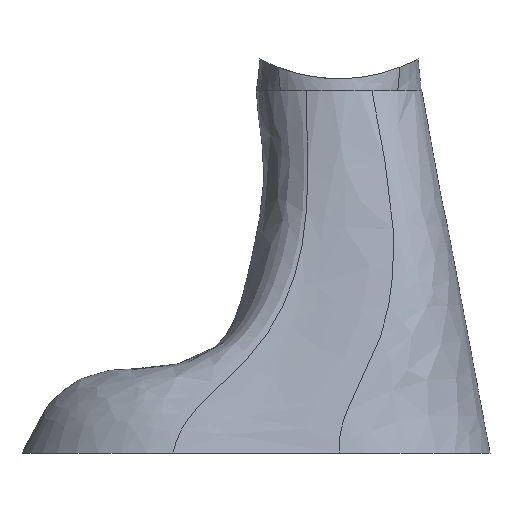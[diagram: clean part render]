
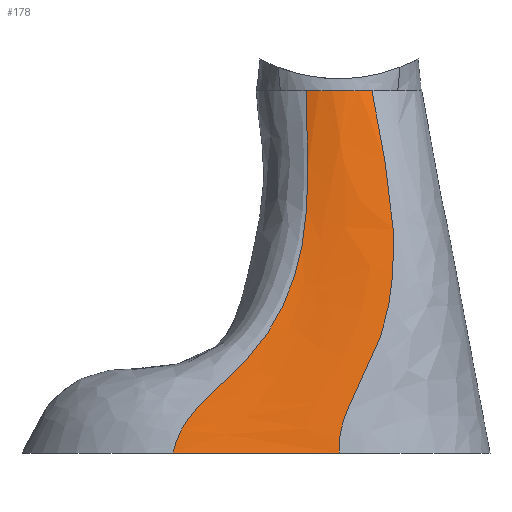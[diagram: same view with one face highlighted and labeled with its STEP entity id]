
A CAD part, left-side view. The second image highlights one B-rep face of the part: STEP entity #178.
In plain terms, the highlighted free-form (B-spline) face has degree [3, 3] with [7, 10] control points.
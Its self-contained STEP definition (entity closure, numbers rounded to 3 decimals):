
#18=CIRCLE('',#206,27.5);
#32=LINE('',#459,#38);
#38=VECTOR('',#239,10.);
#43=B_SPLINE_SURFACE_WITH_KNOTS('',3,3,((#1274,#1275,#1276,#1277,#1278,
#1279,#1280,#1281,#1282,#1283),(#1284,#1285,#1286,#1287,#1288,#1289,#1290,
#1291,#1292,#1293),(#1294,#1295,#1296,#1297,#1298,#1299,#1300,#1301,#1302,
#1303),(#1304,#1305,#1306,#1307,#1308,#1309,#1310,#1311,#1312,#1313),(#1314,
#1315,#1316,#1317,#1318,#1319,#1320,#1321,#1322,#1323),(#1324,#1325,#1326,
#1327,#1328,#1329,#1330,#1331,#1332,#1333),(#1334,#1335,#1336,#1337,#1338,
#1339,#1340,#1341,#1342,#1343)),.UNSPECIFIED.,.F.,.F.,.F.,(4,1,1,1,4),(4,
1,1,1,1,1,1,4),(0.,0.286,0.571,0.786,
1.),(0.,0.292,0.307,0.53,0.539,
0.769,0.774,1.),.UNSPECIFIED.);
#53=FACE_OUTER_BOUND('',#63,.T.);
#63=EDGE_LOOP('',(#146,#147,#148,#149));
#72=B_SPLINE_CURVE_WITH_KNOTS('',3,(#1252,#1253,#1254,#1255,#1256,#1257,
#1258),.UNSPECIFIED.,.F.,.F.,(4,1,1,1,4),(0.,4.15,7.289,
10.467,13.53),.UNSPECIFIED.);
#74=B_SPLINE_CURVE_WITH_KNOTS('',3,(#1344,#1345,#1346,#1347,#1348,#1349,
#1350),.UNSPECIFIED.,.F.,.F.,(4,1,1,1,4),(0.,3.671,6.657,
9.665,12.568),.UNSPECIFIED.);
#83=VERTEX_POINT('',#446);
#84=VERTEX_POINT('',#448);
#86=VERTEX_POINT('',#453);
#88=VERTEX_POINT('',#457);
#103=EDGE_CURVE('',#83,#84,#18,.T.);
#108=EDGE_CURVE('',#86,#88,#32,.T.);
#109=EDGE_CURVE('',#86,#83,#72,.T.);
#115=EDGE_CURVE('',#88,#84,#74,.T.);
#146=ORIENTED_EDGE('',*,*,#108,.T.);
#147=ORIENTED_EDGE('',*,*,#115,.T.);
#148=ORIENTED_EDGE('',*,*,#103,.F.);
#149=ORIENTED_EDGE('',*,*,#109,.F.);
#178=ADVANCED_FACE('',(#53),#43,.T.);
#206=AXIS2_PLACEMENT_3D('',#449,#228,#229);
#228=DIRECTION('center_axis',(0.,0.,1.));
#229=DIRECTION('ref_axis',(-1.,0.,0.));
#239=DIRECTION('',(0.,-1.,0.));
#446=CARTESIAN_POINT('',(-25.25,10.895,-60.));
#448=CARTESIAN_POINT('',(-25.25,-10.895,-60.));
#449=CARTESIAN_POINT('Origin',(0.,0.,-60.));
#453=CARTESIAN_POINT('',(-50.,55.,-180.));
#457=CARTESIAN_POINT('',(-50.,0.,-180.));
#459=CARTESIAN_POINT('',(-50.,55.,-180.));
#1252=CARTESIAN_POINT('Ctrl Pts',(-50.,55.,-180.));
#1253=CARTESIAN_POINT('Ctrl Pts',(-47.456,52.54,-166.629));
#1254=CARTESIAN_POINT('Ctrl Pts',(-42.907,29.115,-152.235));
#1255=CARTESIAN_POINT('Ctrl Pts',(-36.146,12.673,-121.656));
#1256=CARTESIAN_POINT('Ctrl Pts',(-30.434,9.446,-90.483));
#1257=CARTESIAN_POINT('Ctrl Pts',(-27.01,10.987,-70.059));
#1258=CARTESIAN_POINT('Ctrl Pts',(-25.25,10.895,-60.));
#1274=CARTESIAN_POINT('Ctrl Pts',(-50.,55.,-180.));
#1275=CARTESIAN_POINT('Ctrl Pts',(-47.577,52.658,-167.266));
#1276=CARTESIAN_POINT('Ctrl Pts',(-44.989,39.84,-158.824));
#1277=CARTESIAN_POINT('Ctrl Pts',(-40.432,23.189,-140.992));
#1278=CARTESIAN_POINT('Ctrl Pts',(-38.277,17.856,-131.296));
#1279=CARTESIAN_POINT('Ctrl Pts',(-34.347,11.695,-111.819));
#1280=CARTESIAN_POINT('Ctrl Pts',(-32.337,10.52,-100.867));
#1281=CARTESIAN_POINT('Ctrl Pts',(-28.724,10.215,-80.284));
#1282=CARTESIAN_POINT('Ctrl Pts',(-27.01,10.987,-70.059));
#1283=CARTESIAN_POINT('Ctrl Pts',(-25.25,10.895,-60.));
#1284=CARTESIAN_POINT('Ctrl Pts',(-50.,49.762,-180.));
#1285=CARTESIAN_POINT('Ctrl Pts',(-47.662,48.704,-170.009));
#1286=CARTESIAN_POINT('Ctrl Pts',(-45.157,36.758,-162.702));
#1287=CARTESIAN_POINT('Ctrl Pts',(-40.74,21.036,-145.098));
#1288=CARTESIAN_POINT('Ctrl Pts',(-38.65,15.932,-134.91));
#1289=CARTESIAN_POINT('Ctrl Pts',(-34.844,9.974,-114.143));
#1290=CARTESIAN_POINT('Ctrl Pts',(-32.901,8.786,-102.326));
#1291=CARTESIAN_POINT('Ctrl Pts',(-29.423,8.383,-80.521));
#1292=CARTESIAN_POINT('Ctrl Pts',(-27.78,9.072,-69.896));
#1293=CARTESIAN_POINT('Ctrl Pts',(-26.095,8.936,-60.));
#1294=CARTESIAN_POINT('Ctrl Pts',(-50.,39.286,-180.));
#1295=CARTESIAN_POINT('Ctrl Pts',(-47.794,39.74,-172.446));
#1296=CARTESIAN_POINT('Ctrl Pts',(-45.376,29.071,-165.671));
#1297=CARTESIAN_POINT('Ctrl Pts',(-41.144,15.074,-147.839));
#1298=CARTESIAN_POINT('Ctrl Pts',(-39.155,10.527,-137.192));
#1299=CARTESIAN_POINT('Ctrl Pts',(-35.547,5.227,-115.433));
#1300=CARTESIAN_POINT('Ctrl Pts',(-33.713,4.179,-103.032));
#1301=CARTESIAN_POINT('Ctrl Pts',(-30.441,3.969,-80.474));
#1302=CARTESIAN_POINT('Ctrl Pts',(-28.901,4.72,-69.647));
#1303=CARTESIAN_POINT('Ctrl Pts',(-27.328,4.82,-60.));
#1304=CARTESIAN_POINT('Ctrl Pts',(-50.,24.881,-180.));
#1305=CARTESIAN_POINT('Ctrl Pts',(-47.858,25.659,-170.998));
#1306=CARTESIAN_POINT('Ctrl Pts',(-45.386,15.967,-162.405));
#1307=CARTESIAN_POINT('Ctrl Pts',(-41.159,4.108,-143.333));
#1308=CARTESIAN_POINT('Ctrl Pts',(-39.207,0.516,-132.879));
#1309=CARTESIAN_POINT('Ctrl Pts',(-35.687,-3.359,-112.185));
#1310=CARTESIAN_POINT('Ctrl Pts',(-33.906,-3.861,-100.709));
#1311=CARTESIAN_POINT('Ctrl Pts',(-30.715,-3.1,-79.653));
#1312=CARTESIAN_POINT('Ctrl Pts',(-29.204,-1.895,-69.446));
#1313=CARTESIAN_POINT('Ctrl Pts',(-27.671,-1.078,-60.));
#1314=CARTESIAN_POINT('Ctrl Pts',(-50.,11.786,-180.));
#1315=CARTESIAN_POINT('Ctrl Pts',(-47.807,12.373,-168.721));
#1316=CARTESIAN_POINT('Ctrl Pts',(-45.189,3.351,-158.213));
#1317=CARTESIAN_POINT('Ctrl Pts',(-40.79,-6.642,-138.04));
#1318=CARTESIAN_POINT('Ctrl Pts',(-38.787,-9.274,-127.928));
#1319=CARTESIAN_POINT('Ctrl Pts',(-35.179,-11.578,-108.588));
#1320=CARTESIAN_POINT('Ctrl Pts',(-33.356,-11.383,-98.196));
#1321=CARTESIAN_POINT('Ctrl Pts',(-30.061,-9.465,-78.848));
#1322=CARTESIAN_POINT('Ctrl Pts',(-28.486,-7.762,-69.315));
#1323=CARTESIAN_POINT('Ctrl Pts',(-26.895,-6.376,-60.));
#1324=CARTESIAN_POINT('Ctrl Pts',(-50.,3.929,-180.));
#1325=CARTESIAN_POINT('Ctrl Pts',(-47.714,4.504,-167.963));
#1326=CARTESIAN_POINT('Ctrl Pts',(-44.978,-4.072,-156.852));
#1327=CARTESIAN_POINT('Ctrl Pts',(-40.398,-12.944,-136.327));
#1328=CARTESIAN_POINT('Ctrl Pts',(-38.319,-14.978,-126.315));
#1329=CARTESIAN_POINT('Ctrl Pts',(-34.569,-16.252,-107.392));
#1330=CARTESIAN_POINT('Ctrl Pts',(-32.671,-15.566,-97.338));
#1331=CARTESIAN_POINT('Ctrl Pts',(-29.221,-12.923,-78.544));
#1332=CARTESIAN_POINT('Ctrl Pts',(-27.561,-10.959,-69.242));
#1333=CARTESIAN_POINT('Ctrl Pts',(-25.884,-9.426,-60.));
#1334=CARTESIAN_POINT('Ctrl Pts',(-50.,0.,-180.));
#1335=CARTESIAN_POINT('Ctrl Pts',(-47.65,0.683,-168.011));
#1336=CARTESIAN_POINT('Ctrl Pts',(-44.853,-7.621,-156.905));
#1337=CARTESIAN_POINT('Ctrl Pts',(-40.167,-15.922,-136.355));
#1338=CARTESIAN_POINT('Ctrl Pts',(-38.04,-17.657,-126.32));
#1339=CARTESIAN_POINT('Ctrl Pts',(-34.197,-18.406,-107.358));
#1340=CARTESIAN_POINT('Ctrl Pts',(-32.248,-17.466,-97.286));
#1341=CARTESIAN_POINT('Ctrl Pts',(-28.697,-14.481,-78.489));
#1342=CARTESIAN_POINT('Ctrl Pts',(-26.984,-12.414,-69.201));
#1343=CARTESIAN_POINT('Ctrl Pts',(-25.25,-10.895,-60.));
#1344=CARTESIAN_POINT('Ctrl Pts',(-50.,0.,-180.));
#1345=CARTESIAN_POINT('Ctrl Pts',(-47.65,0.683,-168.011));
#1346=CARTESIAN_POINT('Ctrl Pts',(-42.818,-13.659,-148.828));
#1347=CARTESIAN_POINT('Ctrl Pts',(-36.17,-19.333,-117.55));
#1348=CARTESIAN_POINT('Ctrl Pts',(-30.505,-16.673,-88.295));
#1349=CARTESIAN_POINT('Ctrl Pts',(-27.018,-12.445,-69.385));
#1350=CARTESIAN_POINT('Ctrl Pts',(-25.25,-10.895,-60.));
